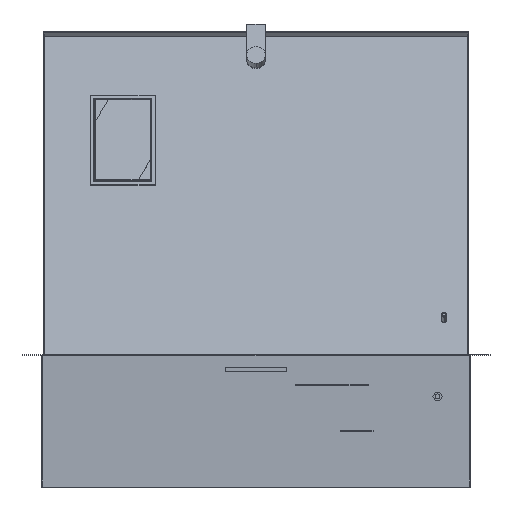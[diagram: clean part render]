
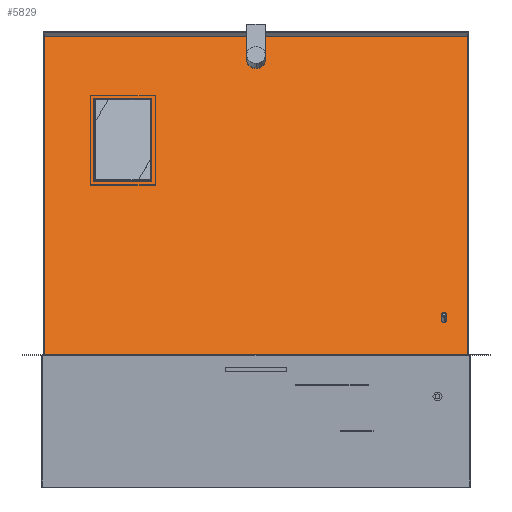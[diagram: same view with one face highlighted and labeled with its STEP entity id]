
A CAD part, left-side view. The second image highlights one B-rep face of the part: STEP entity #5829.
In plain terms, the highlighted face is planar.
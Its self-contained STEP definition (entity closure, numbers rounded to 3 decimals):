
#126 = VERTEX_POINT ( 'NONE', #5133 ) ;
#564 = VECTOR ( 'NONE', #15210, 1000. ) ;
#614 = DIRECTION ( 'NONE',  ( 0., 0., 1. ) ) ;
#750 = CARTESIAN_POINT ( 'NONE',  ( -216.5, 262., -1. ) ) ;
#765 = CIRCLE ( 'NONE', #14982, 3. ) ;
#855 = DIRECTION ( 'NONE',  ( 0., -1., 0. ) ) ;
#900 = DIRECTION ( 'NONE',  ( 0., 0., 1. ) ) ;
#901 = CARTESIAN_POINT ( 'NONE',  ( -186.5, 0., -1. ) ) ;
#998 = DIRECTION ( 'NONE',  ( 0., 1., 0. ) ) ;
#1055 = DIRECTION ( 'NONE',  ( 1., 0., 0. ) ) ;
#1153 = CIRCLE ( 'NONE', #5962, 11.5 ) ;
#1503 = ORIENTED_EDGE ( 'NONE', *, *, #5853, .T. ) ;
#1747 = LINE ( 'NONE', #3958, #5476 ) ;
#2525 = LINE ( 'NONE', #3347, #16857 ) ;
#2713 = VERTEX_POINT ( 'NONE', #10286 ) ;
#2909 = ORIENTED_EDGE ( 'NONE', *, *, #8374, .F. ) ;
#3347 = CARTESIAN_POINT ( 'NONE',  ( -216.5, 0., -1. ) ) ;
#3374 = LINE ( 'NONE', #14595, #4886 ) ;
#3501 = EDGE_CURVE ( 'NONE', #7122, #2713, #14519, .T. ) ;
#3958 = CARTESIAN_POINT ( 'NONE',  ( 0., 129., -1. ) ) ;
#4043 = CARTESIAN_POINT ( 'NONE',  ( 154.5, -233., -1. ) ) ;
#4168 = DIRECTION ( 'NONE',  ( 0., 0., -1. ) ) ;
#4179 = CARTESIAN_POINT ( 'NONE',  ( 0., -262., -1. ) ) ;
#4226 = DIRECTION ( 'NONE',  ( 0., -1., 0. ) ) ;
#4425 = CIRCLE ( 'NONE', #6190, 11.5 ) ;
#4644 = VERTEX_POINT ( 'NONE', #6941 ) ;
#4720 = FACE_BOUND ( 'NONE', #15533, .T. ) ;
#4886 = VECTOR ( 'NONE', #6420, 1000. ) ;
#4914 = CARTESIAN_POINT ( 'NONE',  ( -135.5, 201., -1. ) ) ;
#5133 = CARTESIAN_POINT ( 'NONE',  ( -198., 0., -1. ) ) ;
#5432 = AXIS2_PLACEMENT_3D ( 'NONE', #13972, #4168, #6341 ) ;
#5476 = VECTOR ( 'NONE', #8035, 1000. ) ;
#5829 = ADVANCED_FACE ( 'NONE', ( #16723, #4720, #15061, #7981 ), #10989, .F. ) ;
#5853 = EDGE_CURVE ( 'NONE', #11995, #5895, #13704, .T. ) ;
#5895 = VERTEX_POINT ( 'NONE', #11530 ) ;
#5959 = EDGE_CURVE ( 'NONE', #126, #12293, #1153, .T. ) ;
#5962 = AXIS2_PLACEMENT_3D ( 'NONE', #12368, #900, #6949 ) ;
#6169 = AXIS2_PLACEMENT_3D ( 'NONE', #6638, #14788, #12851 ) ;
#6190 = AXIS2_PLACEMENT_3D ( 'NONE', #901, #614, #8007 ) ;
#6247 = VECTOR ( 'NONE', #998, 1000. ) ;
#6289 = CARTESIAN_POINT ( 'NONE',  ( -175., 0., -1. ) ) ;
#6341 = DIRECTION ( 'NONE',  ( 1., 0., 0. ) ) ;
#6420 = DIRECTION ( 'NONE',  ( 0., 1., 0. ) ) ;
#6638 = CARTESIAN_POINT ( 'NONE',  ( 0., 0., -1. ) ) ;
#6723 = LINE ( 'NONE', #16015, #16148 ) ;
#6764 = LINE ( 'NONE', #7595, #564 ) ;
#6941 = CARTESIAN_POINT ( 'NONE',  ( -25.5, 129., -1. ) ) ;
#6949 = DIRECTION ( 'NONE',  ( 1., 0., 0. ) ) ;
#7003 = ORIENTED_EDGE ( 'NONE', *, *, #10648, .F. ) ;
#7119 = CARTESIAN_POINT ( 'NONE',  ( 216.5, 262., -1. ) ) ;
#7122 = VERTEX_POINT ( 'NONE', #15739 ) ;
#7329 = VECTOR ( 'NONE', #855, 1000. ) ;
#7595 = CARTESIAN_POINT ( 'NONE',  ( 0., 262., -1. ) ) ;
#7796 = DIRECTION ( 'NONE',  ( -1., 0., 0. ) ) ;
#7848 = VERTEX_POINT ( 'NONE', #11293 ) ;
#7898 = DIRECTION ( 'NONE',  ( 0., 0., -1. ) ) ;
#7981 = FACE_BOUND ( 'NONE', #16537, .T. ) ;
#8007 = DIRECTION ( 'NONE',  ( 1., 0., 0. ) ) ;
#8009 = ORIENTED_EDGE ( 'NONE', *, *, #9097, .F. ) ;
#8035 = DIRECTION ( 'NONE',  ( 1., 0., 0. ) ) ;
#8357 = VERTEX_POINT ( 'NONE', #16580 ) ;
#8374 = EDGE_CURVE ( 'NONE', #2713, #12348, #12184, .T. ) ;
#8393 = VERTEX_POINT ( 'NONE', #4043 ) ;
#8502 = VECTOR ( 'NONE', #16728, 1000. ) ;
#8975 = CIRCLE ( 'NONE', #5432, 3. ) ;
#9097 = EDGE_CURVE ( 'NONE', #12348, #15935, #6764, .T. ) ;
#9736 = EDGE_CURVE ( 'NONE', #15935, #7122, #2525, .T. ) ;
#9758 = CARTESIAN_POINT ( 'NONE',  ( 216.5, 0., -1. ) ) ;
#9827 = EDGE_CURVE ( 'NONE', #4644, #7848, #3374, .T. ) ;
#10286 = CARTESIAN_POINT ( 'NONE',  ( 216.5, -262., -1. ) ) ;
#10641 = CARTESIAN_POINT ( 'NONE',  ( 157.5, -233., -1. ) ) ;
#10648 = EDGE_CURVE ( 'NONE', #8393, #8357, #8975, .T. ) ;
#10820 = ORIENTED_EDGE ( 'NONE', *, *, #15153, .T. ) ;
#10989 = PLANE ( 'NONE',  #6169 ) ;
#11050 = ORIENTED_EDGE ( 'NONE', *, *, #9736, .F. ) ;
#11293 = CARTESIAN_POINT ( 'NONE',  ( -25.5, 201., -1. ) ) ;
#11530 = CARTESIAN_POINT ( 'NONE',  ( -135.5, 129., -1. ) ) ;
#11800 = CARTESIAN_POINT ( 'NONE',  ( -135.5, 0., -1. ) ) ;
#11909 = EDGE_CURVE ( 'NONE', #8357, #8393, #765, .T. ) ;
#11995 = VERTEX_POINT ( 'NONE', #4914 ) ;
#12184 = LINE ( 'NONE', #9758, #6247 ) ;
#12293 = VERTEX_POINT ( 'NONE', #6289 ) ;
#12348 = VERTEX_POINT ( 'NONE', #7119 ) ;
#12368 = CARTESIAN_POINT ( 'NONE',  ( -186.5, 0., -1. ) ) ;
#12626 = ORIENTED_EDGE ( 'NONE', *, *, #3501, .F. ) ;
#12851 = DIRECTION ( 'NONE',  ( 1., 0., 0. ) ) ;
#12900 = EDGE_CURVE ( 'NONE', #7848, #11995, #6723, .T. ) ;
#12947 = ORIENTED_EDGE ( 'NONE', *, *, #12900, .T. ) ;
#13503 = ORIENTED_EDGE ( 'NONE', *, *, #5959, .T. ) ;
#13704 = LINE ( 'NONE', #11800, #7329 ) ;
#13972 = CARTESIAN_POINT ( 'NONE',  ( 157.5, -233., -1. ) ) ;
#14519 = LINE ( 'NONE', #4179, #8502 ) ;
#14564 = ORIENTED_EDGE ( 'NONE', *, *, #11909, .F. ) ;
#14595 = CARTESIAN_POINT ( 'NONE',  ( -25.5, 0., -1. ) ) ;
#14788 = DIRECTION ( 'NONE',  ( 0., 0., 1. ) ) ;
#14811 = EDGE_CURVE ( 'NONE', #12293, #126, #4425, .T. ) ;
#14869 = ORIENTED_EDGE ( 'NONE', *, *, #9827, .T. ) ;
#14982 = AXIS2_PLACEMENT_3D ( 'NONE', #10641, #7898, #1055 ) ;
#15061 = FACE_OUTER_BOUND ( 'NONE', #15202, .T. ) ;
#15153 = EDGE_CURVE ( 'NONE', #5895, #4644, #1747, .T. ) ;
#15202 = EDGE_LOOP ( 'NONE', ( #11050, #8009, #2909, #12626 ) ) ;
#15210 = DIRECTION ( 'NONE',  ( -1., 0., 0. ) ) ;
#15338 = EDGE_LOOP ( 'NONE', ( #12947, #1503, #10820, #14869 ) ) ;
#15533 = EDGE_LOOP ( 'NONE', ( #16523, #13503 ) ) ;
#15739 = CARTESIAN_POINT ( 'NONE',  ( -216.5, -262., -1. ) ) ;
#15935 = VERTEX_POINT ( 'NONE', #750 ) ;
#16015 = CARTESIAN_POINT ( 'NONE',  ( 0., 201., -1. ) ) ;
#16148 = VECTOR ( 'NONE', #7796, 1000. ) ;
#16523 = ORIENTED_EDGE ( 'NONE', *, *, #14811, .T. ) ;
#16537 = EDGE_LOOP ( 'NONE', ( #14564, #7003 ) ) ;
#16580 = CARTESIAN_POINT ( 'NONE',  ( 160.5, -233., -1. ) ) ;
#16723 = FACE_BOUND ( 'NONE', #15338, .T. ) ;
#16728 = DIRECTION ( 'NONE',  ( 1., 0., 0. ) ) ;
#16857 = VECTOR ( 'NONE', #4226, 1000. ) ;
